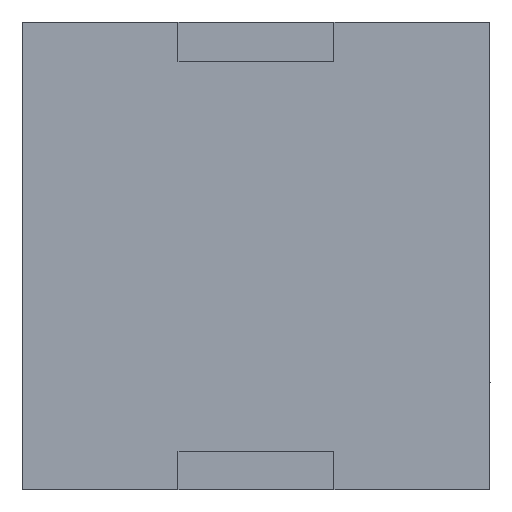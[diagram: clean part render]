
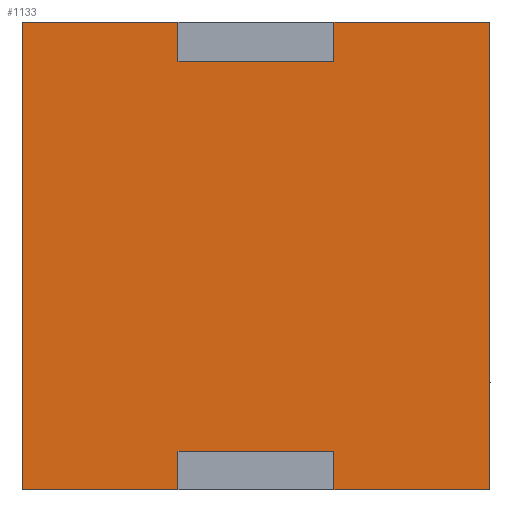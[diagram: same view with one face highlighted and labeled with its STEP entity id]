
A CAD part, front view. The second image highlights one B-rep face of the part: STEP entity #1133.
In plain terms, the highlighted planar face has unit normal (0, -1, 0).
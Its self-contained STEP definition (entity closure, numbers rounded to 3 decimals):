
#87=FACE_OUTER_BOUND('',#150,.T.);
#150=EDGE_LOOP('',(#938,#939,#940,#941,#942,#943,#944,#945,#946,#947,#948,
#949));
#257=LINE('',#1679,#409);
#261=LINE('',#1686,#413);
#264=LINE('',#1692,#416);
#271=LINE('',#1709,#423);
#277=LINE('',#1721,#429);
#285=LINE('',#1736,#437);
#288=LINE('',#1742,#440);
#290=LINE('',#1748,#442);
#291=LINE('',#1749,#443);
#292=LINE('',#1750,#444);
#293=LINE('',#1751,#445);
#294=LINE('',#1752,#446);
#409=VECTOR('',#1373,1.);
#413=VECTOR('',#1379,4.);
#416=VECTOR('',#1384,1.);
#423=VECTOR('',#1395,1.);
#429=VECTOR('',#1407,12.);
#437=VECTOR('',#1419,4.);
#440=VECTOR('',#1424,1.);
#442=VECTOR('',#1430,12.);
#443=VECTOR('',#1431,4.);
#444=VECTOR('',#1432,4.);
#445=VECTOR('',#1433,4.);
#446=VECTOR('',#1434,4.);
#534=VERTEX_POINT('',#1676);
#535=VERTEX_POINT('',#1678);
#537=VERTEX_POINT('',#1684);
#539=VERTEX_POINT('',#1690);
#546=VERTEX_POINT('',#1706);
#547=VERTEX_POINT('',#1708);
#549=VERTEX_POINT('',#1719);
#550=VERTEX_POINT('',#1720);
#555=VERTEX_POINT('',#1734);
#557=VERTEX_POINT('',#1740);
#558=VERTEX_POINT('',#1746);
#559=VERTEX_POINT('',#1747);
#661=EDGE_CURVE('',#534,#535,#257,.T.);
#665=EDGE_CURVE('',#537,#534,#261,.T.);
#668=EDGE_CURVE('',#539,#537,#264,.T.);
#675=EDGE_CURVE('',#546,#547,#271,.T.);
#681=EDGE_CURVE('',#549,#550,#277,.T.);
#689=EDGE_CURVE('',#555,#546,#285,.T.);
#692=EDGE_CURVE('',#557,#555,#288,.T.);
#694=EDGE_CURVE('',#558,#559,#290,.T.);
#695=EDGE_CURVE('',#547,#558,#291,.T.);
#696=EDGE_CURVE('',#550,#557,#292,.T.);
#697=EDGE_CURVE('',#535,#549,#293,.T.);
#698=EDGE_CURVE('',#559,#539,#294,.T.);
#938=ORIENTED_EDGE('',*,*,#694,.F.);
#939=ORIENTED_EDGE('',*,*,#695,.F.);
#940=ORIENTED_EDGE('',*,*,#675,.F.);
#941=ORIENTED_EDGE('',*,*,#689,.F.);
#942=ORIENTED_EDGE('',*,*,#692,.F.);
#943=ORIENTED_EDGE('',*,*,#696,.F.);
#944=ORIENTED_EDGE('',*,*,#681,.F.);
#945=ORIENTED_EDGE('',*,*,#697,.F.);
#946=ORIENTED_EDGE('',*,*,#661,.F.);
#947=ORIENTED_EDGE('',*,*,#665,.F.);
#948=ORIENTED_EDGE('',*,*,#668,.F.);
#949=ORIENTED_EDGE('',*,*,#698,.F.);
#1072=PLANE('',#1199);
#1133=ADVANCED_FACE('',(#87),#1072,.T.);
#1199=AXIS2_PLACEMENT_3D('',#1745,#1428,#1429);
#1373=DIRECTION('',(0.,0.,-1.));
#1379=DIRECTION('',(-1.,0.,0.));
#1384=DIRECTION('',(0.,0.,1.));
#1395=DIRECTION('',(0.,0.,1.));
#1407=DIRECTION('',(0.,0.,1.));
#1419=DIRECTION('',(1.,0.,0.));
#1424=DIRECTION('',(0.,0.,-1.));
#1428=DIRECTION('center_axis',(0.,-1.,0.));
#1429=DIRECTION('ref_axis',(0.,0.,-1.));
#1430=DIRECTION('',(0.,0.,-1.));
#1431=DIRECTION('',(1.,0.,0.));
#1432=DIRECTION('',(1.,0.,0.));
#1433=DIRECTION('',(-1.,0.,0.));
#1434=DIRECTION('',(-1.,0.,0.));
#1676=CARTESIAN_POINT('',(4.,0.,-11.));
#1678=CARTESIAN_POINT('',(4.,0.,-12.));
#1679=CARTESIAN_POINT('',(4.,0.,-11.));
#1684=CARTESIAN_POINT('',(8.,0.,-11.));
#1686=CARTESIAN_POINT('',(8.,0.,-11.));
#1690=CARTESIAN_POINT('',(8.,0.,-12.));
#1692=CARTESIAN_POINT('',(8.,0.,-12.));
#1706=CARTESIAN_POINT('',(8.,0.,-1.));
#1708=CARTESIAN_POINT('',(8.,0.,0.));
#1709=CARTESIAN_POINT('',(8.,0.,-1.));
#1719=CARTESIAN_POINT('',(0.,0.,-12.));
#1720=CARTESIAN_POINT('',(0.,0.,0.));
#1721=CARTESIAN_POINT('',(0.,0.,-12.));
#1734=CARTESIAN_POINT('',(4.,0.,-1.));
#1736=CARTESIAN_POINT('',(4.,0.,-1.));
#1740=CARTESIAN_POINT('',(4.,0.,0.));
#1742=CARTESIAN_POINT('',(4.,0.,0.));
#1745=CARTESIAN_POINT('Origin',(10.736,0.,-0.689));
#1746=CARTESIAN_POINT('',(12.,0.,0.));
#1747=CARTESIAN_POINT('',(12.,0.,-12.));
#1748=CARTESIAN_POINT('',(12.,0.,0.));
#1749=CARTESIAN_POINT('',(0.,0.,0.));
#1750=CARTESIAN_POINT('',(0.,0.,0.));
#1751=CARTESIAN_POINT('',(12.,0.,-12.));
#1752=CARTESIAN_POINT('',(12.,0.,-12.));
